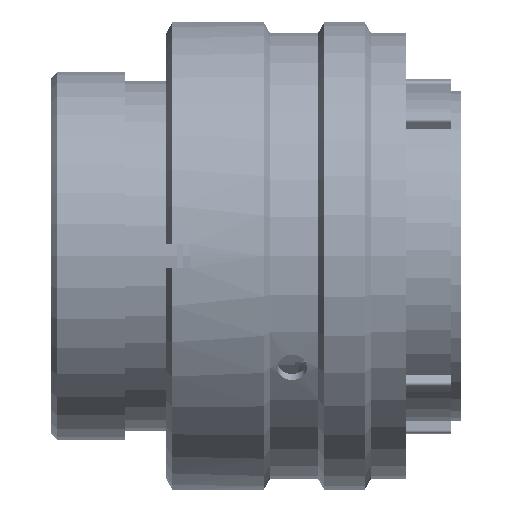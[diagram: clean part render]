
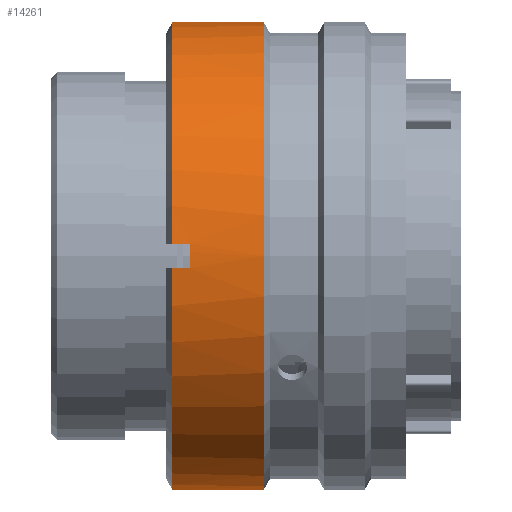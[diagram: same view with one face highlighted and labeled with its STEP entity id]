
A CAD part, front view. The second image highlights one B-rep face of the part: STEP entity #14261.
In plain terms, the highlighted cylindrical face has radius 19.05 mm (diameter 38.1 mm), a partial arc.
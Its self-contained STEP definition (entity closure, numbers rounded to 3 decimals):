
#2796 = VERTEX_POINT ( 'NONE', #155931 ) ;
#5449 = DIRECTION ( 'NONE',  ( 1., 0., 0. ) ) ;
#5677 = CARTESIAN_POINT ( 'NONE',  ( 28.928, 0., 0. ) ) ;
#7254 = ORIENTED_EDGE ( 'NONE', *, *, #170434, .T. ) ;
#7394 = ORIENTED_EDGE ( 'NONE', *, *, #82682, .T. ) ;
#12012 = CARTESIAN_POINT ( 'NONE',  ( 11.278, 0., 19.05 ) ) ;
#12503 = VERTEX_POINT ( 'NONE', #181360 ) ;
#14261 = ADVANCED_FACE ( 'NONE', ( #200285 ), #103489, .T. ) ;
#15447 = LINE ( 'NONE', #163180, #188400 ) ;
#16973 = AXIS2_PLACEMENT_3D ( 'NONE', #175858, #144393, #173703 ) ;
#25399 = VERTEX_POINT ( 'NONE', #153490 ) ;
#25562 = CIRCLE ( 'NONE', #202612, 19.05 ) ;
#28127 = DIRECTION ( 'NONE',  ( 1., 0., 0. ) ) ;
#28224 = CARTESIAN_POINT ( 'NONE',  ( 11.278, 0., 0. ) ) ;
#29704 = AXIS2_PLACEMENT_3D ( 'NONE', #5677, #55593, #58894 ) ;
#31659 = LINE ( 'NONE', #129560, #32054 ) ;
#32054 = VECTOR ( 'NONE', #64365, 1000. ) ;
#32689 = DIRECTION ( 'NONE',  ( 0., 0., 1. ) ) ;
#36337 = CIRCLE ( 'NONE', #123232, 19.05 ) ;
#38389 = VERTEX_POINT ( 'NONE', #12012 ) ;
#40038 = CARTESIAN_POINT ( 'NONE',  ( 9.878, -1., -19.024 ) ) ;
#41967 = EDGE_CURVE ( 'NONE', #206683, #25399, #136156, .T. ) ;
#44787 = DIRECTION ( 'NONE',  ( 1., 0., 0. ) ) ;
#46855 = DIRECTION ( 'NONE',  ( 1., 0., 0. ) ) ;
#53611 = VERTEX_POINT ( 'NONE', #85481 ) ;
#55593 = DIRECTION ( 'NONE',  ( 1., 0., 0. ) ) ;
#56668 = VERTEX_POINT ( 'NONE', #172605 ) ;
#58894 = DIRECTION ( 'NONE',  ( 0., 0., -1. ) ) ;
#61111 = CARTESIAN_POINT ( 'NONE',  ( 17.298, 0., -19.05 ) ) ;
#62019 = VERTEX_POINT ( 'NONE', #186747 ) ;
#62153 = CIRCLE ( 'NONE', #114256, 19.05 ) ;
#64365 = DIRECTION ( 'NONE',  ( -1., 0., 0. ) ) ;
#70149 = ORIENTED_EDGE ( 'NONE', *, *, #157994, .T. ) ;
#70914 = DIRECTION ( 'NONE',  ( 0., 0., -1. ) ) ;
#72991 = VERTEX_POINT ( 'NONE', #40038 ) ;
#75726 = DIRECTION ( 'NONE',  ( 0., 0., 1. ) ) ;
#78977 = ORIENTED_EDGE ( 'NONE', *, *, #98450, .F. ) ;
#79519 = DIRECTION ( 'NONE',  ( 1., 0., 0. ) ) ;
#81478 = ORIENTED_EDGE ( 'NONE', *, *, #105917, .T. ) ;
#82682 = EDGE_CURVE ( 'NONE', #203591, #53611, #94162, .T. ) ;
#82921 = ORIENTED_EDGE ( 'NONE', *, *, #132739, .T. ) ;
#85090 = ORIENTED_EDGE ( 'NONE', *, *, #124847, .T. ) ;
#85329 = EDGE_CURVE ( 'NONE', #12503, #62019, #91206, .T. ) ;
#85481 = CARTESIAN_POINT ( 'NONE',  ( 11.278, 0., -19.05 ) ) ;
#87156 = CARTESIAN_POINT ( 'NONE',  ( 9.878, 0., 0. ) ) ;
#91050 = CARTESIAN_POINT ( 'NONE',  ( 28.928, 0., -19.05 ) ) ;
#91206 = LINE ( 'NONE', #177009, #150977 ) ;
#94162 = CIRCLE ( 'NONE', #108052, 19.05 ) ;
#98450 = EDGE_CURVE ( 'NONE', #56668, #204447, #36337, .T. ) ;
#103489 = CYLINDRICAL_SURFACE ( 'NONE', #29704, 19.05 ) ;
#104057 = EDGE_CURVE ( 'NONE', #2796, #72991, #204407, .T. ) ;
#105006 = CARTESIAN_POINT ( 'NONE',  ( 11.278, -19.024, -1. ) ) ;
#105917 = EDGE_CURVE ( 'NONE', #38389, #206683, #183871, .T. ) ;
#108052 = AXIS2_PLACEMENT_3D ( 'NONE', #181598, #46855, #32689 ) ;
#110532 = ORIENTED_EDGE ( 'NONE', *, *, #85329, .T. ) ;
#110617 = EDGE_CURVE ( 'NONE', #38389, #56668, #183738, .T. ) ;
#113700 = CARTESIAN_POINT ( 'NONE',  ( 11.278, 0., 0. ) ) ;
#114256 = AXIS2_PLACEMENT_3D ( 'NONE', #28224, #208752, #142396 ) ;
#115471 = ORIENTED_EDGE ( 'NONE', *, *, #110617, .F. ) ;
#121855 = ORIENTED_EDGE ( 'NONE', *, *, #41967, .T. ) ;
#123232 = AXIS2_PLACEMENT_3D ( 'NONE', #144827, #44787, #128536 ) ;
#123984 = EDGE_LOOP ( 'NONE', ( #115471, #81478, #121855, #70149, #110532, #82921, #85090, #135146, #7254, #7394, #150532, #78977 ) ) ;
#124847 = EDGE_CURVE ( 'NONE', #207479, #2796, #31659, .T. ) ;
#128536 = DIRECTION ( 'NONE',  ( 0., 0., -1. ) ) ;
#129560 = CARTESIAN_POINT ( 'NONE',  ( 28.928, -19.024, -1. ) ) ;
#132739 = EDGE_CURVE ( 'NONE', #62019, #207479, #62153, .T. ) ;
#135146 = ORIENTED_EDGE ( 'NONE', *, *, #104057, .T. ) ;
#136156 = LINE ( 'NONE', #185026, #206915 ) ;
#142142 = LINE ( 'NONE', #91050, #145188 ) ;
#142396 = DIRECTION ( 'NONE',  ( 0., 0., 1. ) ) ;
#144393 = DIRECTION ( 'NONE',  ( 1., 0., 0. ) ) ;
#144827 = CARTESIAN_POINT ( 'NONE',  ( 17.298, 0., 0. ) ) ;
#145188 = VECTOR ( 'NONE', #192151, 1000. ) ;
#150532 = ORIENTED_EDGE ( 'NONE', *, *, #154330, .T. ) ;
#150977 = VECTOR ( 'NONE', #28127, 1000. ) ;
#151922 = VECTOR ( 'NONE', #5449, 1000. ) ;
#153490 = CARTESIAN_POINT ( 'NONE',  ( 9.878, -1., 19.024 ) ) ;
#154330 = EDGE_CURVE ( 'NONE', #53611, #204447, #142142, .T. ) ;
#154576 = DIRECTION ( 'NONE',  ( -1., 0., 0. ) ) ;
#154603 = DIRECTION ( 'NONE',  ( 1., 0., 0. ) ) ;
#155931 = CARTESIAN_POINT ( 'NONE',  ( 9.878, -19.024, -1. ) ) ;
#157994 = EDGE_CURVE ( 'NONE', #25399, #12503, #25562, .T. ) ;
#163180 = CARTESIAN_POINT ( 'NONE',  ( 28.928, -1., -19.024 ) ) ;
#169526 = CARTESIAN_POINT ( 'NONE',  ( 28.928, 0., 19.05 ) ) ;
#170434 = EDGE_CURVE ( 'NONE', #72991, #203591, #15447, .T. ) ;
#172605 = CARTESIAN_POINT ( 'NONE',  ( 17.298, 0., 19.05 ) ) ;
#173703 = DIRECTION ( 'NONE',  ( 0., 0., -1. ) ) ;
#175858 = CARTESIAN_POINT ( 'NONE',  ( 9.878, 0., 0. ) ) ;
#177009 = CARTESIAN_POINT ( 'NONE',  ( 28.928, -19.024, 1. ) ) ;
#179975 = DIRECTION ( 'NONE',  ( 1., 0., 0. ) ) ;
#181360 = CARTESIAN_POINT ( 'NONE',  ( 9.878, -19.024, 1. ) ) ;
#181598 = CARTESIAN_POINT ( 'NONE',  ( 11.278, 0., 0. ) ) ;
#183738 = LINE ( 'NONE', #169526, #151922 ) ;
#183871 = CIRCLE ( 'NONE', #190850, 19.05 ) ;
#185026 = CARTESIAN_POINT ( 'NONE',  ( 28.928, -1., 19.024 ) ) ;
#186747 = CARTESIAN_POINT ( 'NONE',  ( 11.278, -19.024, 1. ) ) ;
#188400 = VECTOR ( 'NONE', #79519, 1000. ) ;
#190850 = AXIS2_PLACEMENT_3D ( 'NONE', #113700, #179975, #75726 ) ;
#192151 = DIRECTION ( 'NONE',  ( 1., 0., 0. ) ) ;
#199808 = CARTESIAN_POINT ( 'NONE',  ( 11.278, -1., -19.024 ) ) ;
#200285 = FACE_OUTER_BOUND ( 'NONE', #123984, .T. ) ;
#202612 = AXIS2_PLACEMENT_3D ( 'NONE', #87156, #154603, #70914 ) ;
#203591 = VERTEX_POINT ( 'NONE', #199808 ) ;
#203871 = CARTESIAN_POINT ( 'NONE',  ( 11.278, -1., 19.024 ) ) ;
#204407 = CIRCLE ( 'NONE', #16973, 19.05 ) ;
#204447 = VERTEX_POINT ( 'NONE', #61111 ) ;
#206683 = VERTEX_POINT ( 'NONE', #203871 ) ;
#206915 = VECTOR ( 'NONE', #154576, 1000. ) ;
#207479 = VERTEX_POINT ( 'NONE', #105006 ) ;
#208752 = DIRECTION ( 'NONE',  ( 1., 0., 0. ) ) ;
